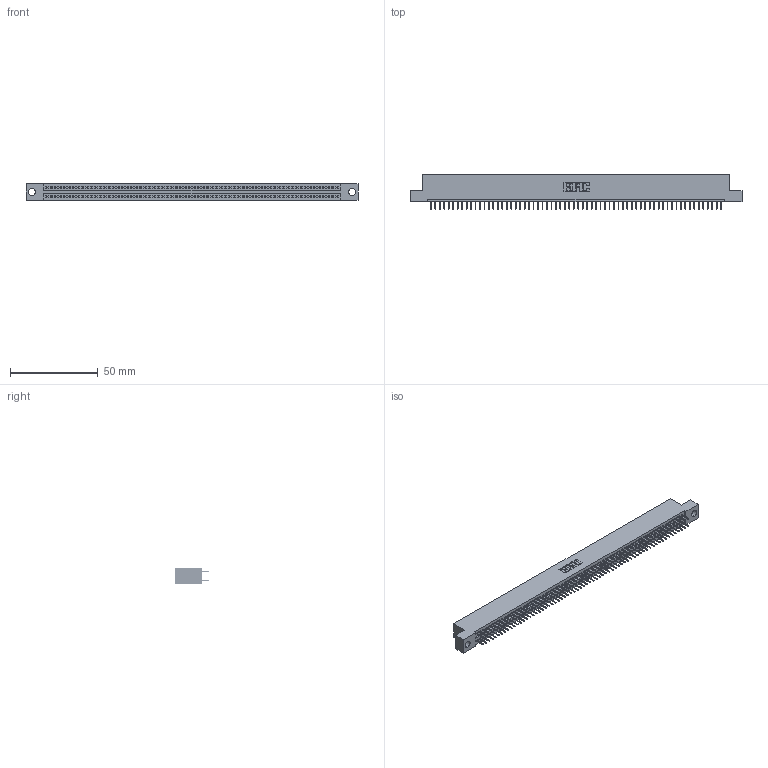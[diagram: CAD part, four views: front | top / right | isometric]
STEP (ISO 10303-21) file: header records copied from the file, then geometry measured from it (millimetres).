
FILE_DESCRIPTION (( 'STEP AP203' ), '1' );
FILE_NAME ('345-132-524-204.STEP', '2018-10-20T04:07:54', ( '' ), ( '' ), 'SwSTEP 2.0', 'SolidWorks 2016', '' );
FILE_SCHEMA (( 'CONFIG_CONTROL_DESIGN' ));
Length unit declared in the file: inch
Products named in the file (3): 345-132-524-204; 345-292-001_345-293-124; 345 Part_Flush Mounting Lugs - 0.156 Dia-TH
Assembly tree (133 placements, depth 2):
  345-132-524-204
    345 Part_Flush Mounting Lugs - 0.156 Dia-TH
    345-292-001_345-293-124  x132
Bounding box: 188.85 x 19.35 x 9.4 mm (x, y, z)
Volume: 18280.1 mm3; surface area: 26773.8 mm2
Topology: 133 solids, 133 shells, 7254 faces, 20537 edges, 13162 vertices
Faces by surface type: plane 5228, cylinder 2026
Entity records: 48631 total; most frequent: CARTESIAN_POINT 8128, ORIENTED_EDGE 8062, DIRECTION 7139, EDGE_CURVE 4031, LINE 3639, VECTOR 3639, VERTEX_POINT 2682, AXIS2_PLACEMENT_3D 1750
